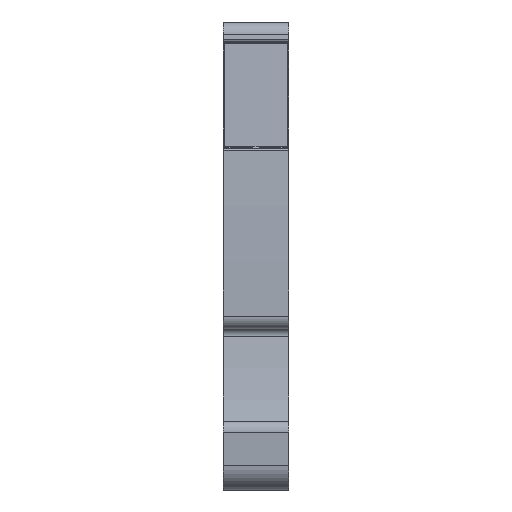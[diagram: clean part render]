
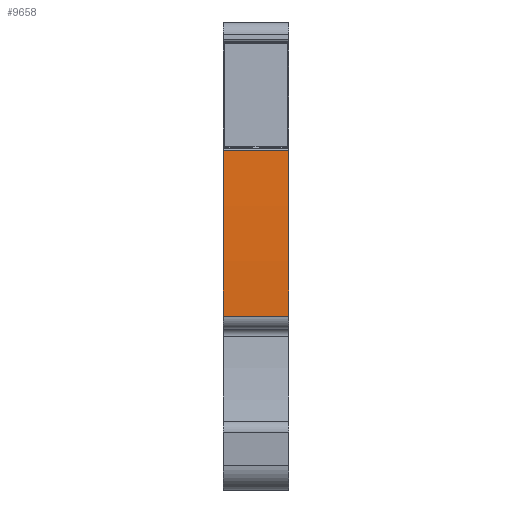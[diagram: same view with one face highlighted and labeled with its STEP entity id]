
A CAD part, front view. The second image highlights one B-rep face of the part: STEP entity #9658.
In plain terms, the highlighted cylindrical face has radius 154.9 mm (diameter 309.8 mm), a partial arc.
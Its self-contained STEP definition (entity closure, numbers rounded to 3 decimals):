
#4923=AXIS2_PLACEMENT_3D('Cylinder Axis2P3D',#4920,#4921,#4922) ;
#5086=AXIS2_PLACEMENT_3D('Circle Axis2P3D',#5084,#5085,$) ;
#5093=AXIS2_PLACEMENT_3D('Circle Axis2P3D',#5091,#5092,$) ;
#9633=AXIS2_PLACEMENT_3D('Circle Axis2P3D',#9631,#9632,$) ;
#9640=AXIS2_PLACEMENT_3D('Circle Axis2P3D',#9638,#9639,$) ;
#4920=CARTESIAN_POINT('Axis2P3D Location',(2.55,156.387,17.05)) ;
#5081=CARTESIAN_POINT('Vertex',(5.1,1.761,26.266)) ;
#5084=CARTESIAN_POINT('Axis2P3D Location',(5.1,156.387,17.05)) ;
#5088=CARTESIAN_POINT('Vertex',(5.1,1.528,13.45)) ;
#5091=CARTESIAN_POINT('Axis2P3D Location',(5.1,2.529,13.45)) ;
#5095=CARTESIAN_POINT('Vertex',(5.1,1.529,13.427)) ;
#9616=CARTESIAN_POINT('Vertex',(0.,1.761,26.266)) ;
#9619=CARTESIAN_POINT('Line Origine',(2.55,1.761,26.266)) ;
#9631=CARTESIAN_POINT('Axis2P3D Location',(0.,156.387,17.05)) ;
#9635=CARTESIAN_POINT('Vertex',(0.,1.528,13.45)) ;
#9638=CARTESIAN_POINT('Axis2P3D Location',(0.,156.387,17.05)) ;
#9642=CARTESIAN_POINT('Vertex',(0.,1.529,13.427)) ;
#9645=CARTESIAN_POINT('Line Origine',(2.55,1.529,13.427)) ;
#4921=DIRECTION('Axis2P3D Direction',(1.,0.,0.)) ;
#4922=DIRECTION('Axis2P3D XDirection',(0.,-0.993,0.118)) ;
#5085=DIRECTION('Axis2P3D Direction',(1.,0.,0.)) ;
#5092=DIRECTION('Axis2P3D Direction',(1.,0.,0.)) ;
#9620=DIRECTION('Vector Direction',(1.,0.,0.)) ;
#9632=DIRECTION('Axis2P3D Direction',(1.,0.,0.)) ;
#9639=DIRECTION('Axis2P3D Direction',(1.,0.,0.)) ;
#9646=DIRECTION('Vector Direction',(1.,0.,0.)) ;
#9621=VECTOR('Line Direction',#9620,1.) ;
#9647=VECTOR('Line Direction',#9646,1.) ;
#9651=ORIENTED_EDGE('',*,*,#5090,.F.) ;
#9652=ORIENTED_EDGE('',*,*,#9623,.F.) ;
#9653=ORIENTED_EDGE('',*,*,#9637,.T.) ;
#9654=ORIENTED_EDGE('',*,*,#9644,.T.) ;
#9655=ORIENTED_EDGE('',*,*,#9649,.T.) ;
#9656=ORIENTED_EDGE('',*,*,#5097,.F.) ;
#9658=ADVANCED_FACE('MLD',(#9657),#4924,.T.) ;
#5087=CIRCLE('generated circle',#5086,154.9) ;
#5094=CIRCLE('generated circle',#5093,1.) ;
#9634=CIRCLE('generated circle',#9633,154.9) ;
#9641=CIRCLE('generated circle',#9640,154.9) ;
#4924=CYLINDRICAL_SURFACE('generated cylinder',#4923,154.9) ;
#5090=EDGE_CURVE('',#5082,#5089,#5087,.T.) ;
#5097=EDGE_CURVE('',#5089,#5096,#5094,.T.) ;
#9623=EDGE_CURVE('',#9617,#5082,#9622,.T.) ;
#9637=EDGE_CURVE('',#9617,#9636,#9634,.T.) ;
#9644=EDGE_CURVE('',#9636,#9643,#9641,.T.) ;
#9649=EDGE_CURVE('',#9643,#5096,#9648,.T.) ;
#9650=EDGE_LOOP('',(#9651,#9652,#9653,#9654,#9655,#9656)) ;
#9657=FACE_OUTER_BOUND('',#9650,.T.) ;
#9622=LINE('Line',#9619,#9621) ;
#9648=LINE('Line',#9645,#9647) ;
#5082=VERTEX_POINT('',#5081) ;
#5089=VERTEX_POINT('',#5088) ;
#5096=VERTEX_POINT('',#5095) ;
#9617=VERTEX_POINT('',#9616) ;
#9636=VERTEX_POINT('',#9635) ;
#9643=VERTEX_POINT('',#9642) ;
